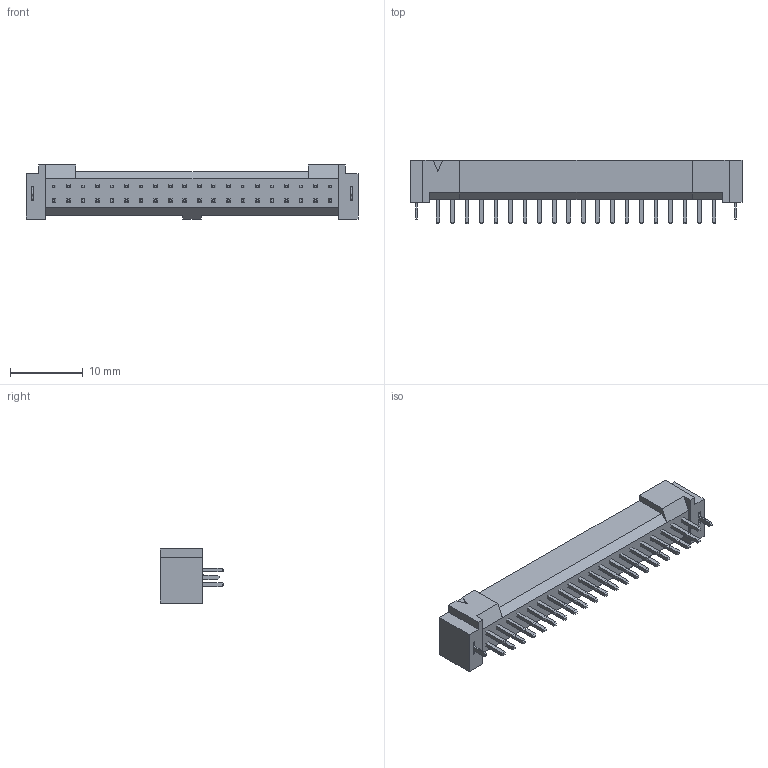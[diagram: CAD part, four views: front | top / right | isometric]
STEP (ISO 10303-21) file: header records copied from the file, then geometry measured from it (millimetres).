
FILE_DESCRIPTION( ( 'STEP AP214' ), '1' );
FILE_NAME( 'T2M-120-01-L-D-TH-WT.stp', '2022-02-21T14:07:23', ( 'License CC BY-ND 4.0' ), ( 'CADENAS' ), ' ', 'PARTsolutions', ' ' );
FILE_SCHEMA( ( 'AUTOMOTIVE_DESIGN { 1 0 10303 214 1 1 1 1 }' ) );
Length unit declared in the file: millimetre
Products named in the file (3): T2M-120-01-L-D-TH-WT; _B1T2M-20-D-TH; _P2T2M-20-D-TH-WT
Assembly tree (2 placements, depth 2):
  T2M-120-01-L-D-TH-WT
    _B1T2M-20-D-TH
    _P2T2M-20-D-TH-WT
Bounding box: 45.67 x 8.76 x 7.44 mm (x, y, z)
Volume: 787.3 mm3; surface area: 2538.3 mm2
Topology: 2 solids, 2 shells, 1064 faces, 2849 edges, 1792 vertices
Faces by surface type: plane 1020, cylinder 44
Entity records: 40803 total; most frequent: CARTESIAN_POINT 5708, ORIENTED_EDGE 5698, DIRECTION 5071, EDGE_CURVE 2849, LINE 2761, VECTOR 2761, VERTEX_POINT 1792, AXIS2_PLACEMENT_3D 1155
